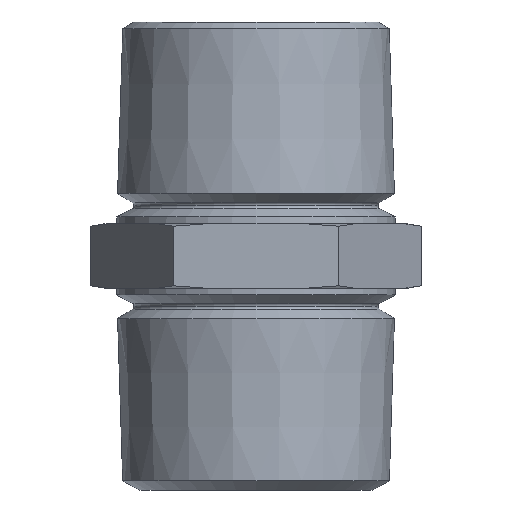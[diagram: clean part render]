
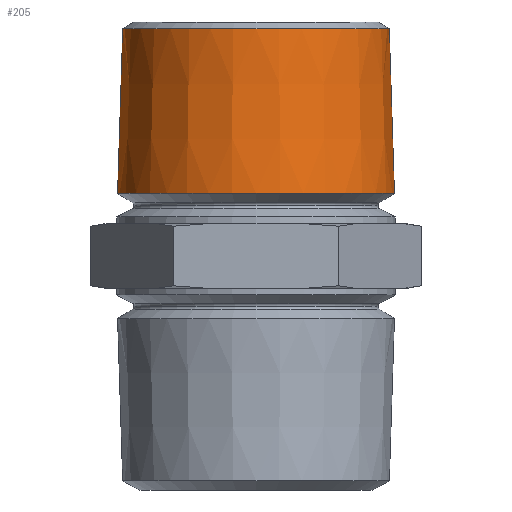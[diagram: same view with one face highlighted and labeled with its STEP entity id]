
A CAD part, front view. The second image highlights one B-rep face of the part: STEP entity #205.
In plain terms, the highlighted conical face has half-angle 1.8 degrees and reference radius 10.722 mm.
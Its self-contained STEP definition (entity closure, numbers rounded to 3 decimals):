
#18 = VERTEX_POINT ( 'NONE', #527 ) ;
#68 = VERTEX_POINT ( 'NONE', #753 ) ;
#80 = VERTEX_POINT ( 'NONE', #874 ) ;
#205 = ADVANCED_FACE ( 'NONE', ( #996 ), #896, .T. ) ;
#209 = EDGE_CURVE ( 'NONE', #68, #18, #892, .T. ) ;
#215 = EDGE_CURVE ( 'NONE', #80, #334, #933, .T. ) ;
#247 = EDGE_LOOP ( 'NONE', ( #276, #277, #279, #280 ) ) ;
#276 = ORIENTED_EDGE ( 'NONE', *, *, #215, .F. ) ;
#277 = ORIENTED_EDGE ( 'NONE', *, *, #278, .F. ) ;
#278 = EDGE_CURVE ( 'NONE', #68, #80, #1269, .T. ) ;
#279 = ORIENTED_EDGE ( 'NONE', *, *, #209, .T. ) ;
#280 = ORIENTED_EDGE ( 'NONE', *, *, #281, .T. ) ;
#281 = EDGE_CURVE ( 'NONE', #18, #334, #1265, .T. ) ;
#334 = VERTEX_POINT ( 'NONE', #1227 ) ;
#527 = CARTESIAN_POINT ( 'NONE',  ( -10.648, 0., 4.813 ) ) ;
#753 = CARTESIAN_POINT ( 'NONE',  ( -10.25, 0., 17.465 ) ) ;
#874 = CARTESIAN_POINT ( 'NONE',  ( 10.25, 0., 17.465 ) ) ;
#889 = DIRECTION ( 'NONE',  ( -0.031, 0., -1. ) ) ;
#890 = VECTOR ( 'NONE', #889, 1000. ) ;
#891 = CARTESIAN_POINT ( 'NONE',  ( -10.722, 0., 2.465 ) ) ;
#892 = LINE ( 'NONE', #891, #890 ) ;
#893 = DIRECTION ( 'NONE',  ( -1., 0., 0. ) ) ;
#894 = DIRECTION ( 'NONE',  ( 0., 0., -1. ) ) ;
#895 = AXIS2_PLACEMENT_3D ( 'NONE', #897, #894, #893 ) ;
#896 = CONICAL_SURFACE ( 'NONE', #895, 10.722, 0.031 ) ;
#897 = CARTESIAN_POINT ( 'NONE',  ( 0., 0., 2.465 ) ) ;
#930 = DIRECTION ( 'NONE',  ( 0.031, 0., -1. ) ) ;
#931 = VECTOR ( 'NONE', #930, 1000. ) ;
#932 = CARTESIAN_POINT ( 'NONE',  ( 10.722, 0., 2.465 ) ) ;
#933 = LINE ( 'NONE', #932, #931 ) ;
#996 = FACE_OUTER_BOUND ( 'NONE', #247, .T. ) ;
#1186 = CARTESIAN_POINT ( 'NONE',  ( 0., 0., 17.465 ) ) ;
#1227 = CARTESIAN_POINT ( 'NONE',  ( 10.648, 0., 4.813 ) ) ;
#1261 = DIRECTION ( 'NONE',  ( 1., 0., 0. ) ) ;
#1262 = DIRECTION ( 'NONE',  ( 0., 0., 1. ) ) ;
#1263 = CARTESIAN_POINT ( 'NONE',  ( 0., 0., 4.813 ) ) ;
#1264 = AXIS2_PLACEMENT_3D ( 'NONE', #1263, #1262, #1261 ) ;
#1265 = CIRCLE ( 'NONE', #1264, 10.648 ) ;
#1269 = CIRCLE ( 'NONE', #1285, 10.25 ) ;
#1283 = DIRECTION ( 'NONE',  ( 1., 0., 0. ) ) ;
#1284 = DIRECTION ( 'NONE',  ( 0., 0., 1. ) ) ;
#1285 = AXIS2_PLACEMENT_3D ( 'NONE', #1186, #1284, #1283 ) ;
